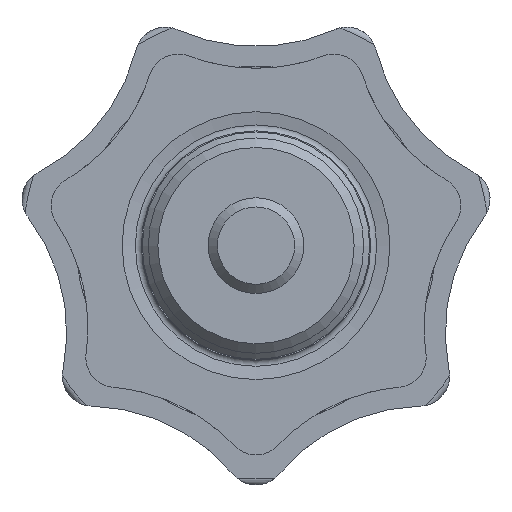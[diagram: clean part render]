
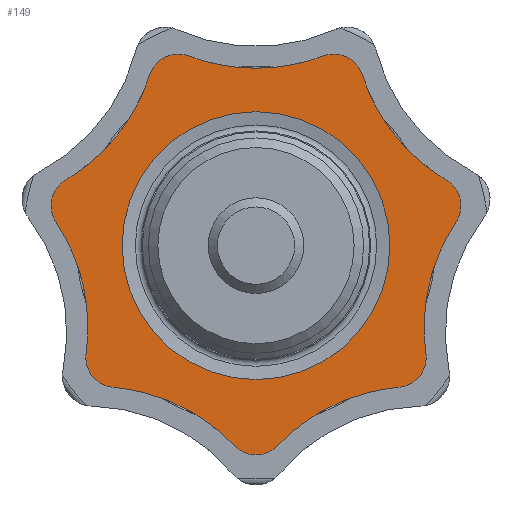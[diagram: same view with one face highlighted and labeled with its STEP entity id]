
A CAD part, front view. The second image highlights one B-rep face of the part: STEP entity #149.
In plain terms, the highlighted planar face has unit normal (0, -1, 0).
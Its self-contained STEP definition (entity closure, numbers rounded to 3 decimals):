
#149 = ADVANCED_FACE( '', ( #319, #320 ), #321, .F. );
#319 = FACE_OUTER_BOUND( '', #511, .T. );
#320 = FACE_BOUND( '', #512, .T. );
#321 = PLANE( '', #513 );
#511 = EDGE_LOOP( '', ( #894, #895, #896, #897, #898, #899, #900, #901, #902, #903, #904, #905, #906, #907 ) );
#512 = EDGE_LOOP( '', ( #908 ) );
#513 = AXIS2_PLACEMENT_3D( '', #909, #910, #911 );
#894 = ORIENTED_EDGE( '', *, *, #1209, .T. );
#895 = ORIENTED_EDGE( '', *, *, #1285, .F. );
#896 = ORIENTED_EDGE( '', *, *, #1242, .T. );
#897 = ORIENTED_EDGE( '', *, *, #1167, .F. );
#898 = ORIENTED_EDGE( '', *, *, #1217, .T. );
#899 = ORIENTED_EDGE( '', *, *, #1225, .F. );
#900 = ORIENTED_EDGE( '', *, *, #1131, .T. );
#901 = ORIENTED_EDGE( '', *, *, #1250, .F. );
#902 = ORIENTED_EDGE( '', *, *, #1267, .T. );
#903 = ORIENTED_EDGE( '', *, *, #1286, .F. );
#904 = ORIENTED_EDGE( '', *, *, #1253, .T. );
#905 = ORIENTED_EDGE( '', *, *, #1283, .F. );
#906 = ORIENTED_EDGE( '', *, *, #1142, .T. );
#907 = ORIENTED_EDGE( '', *, *, #1140, .F. );
#908 = ORIENTED_EDGE( '', *, *, #1287, .F. );
#909 = CARTESIAN_POINT( '', ( -20.893, 21.4, -8.107 ) );
#910 = DIRECTION( '', ( 0., 1., 0. ) );
#911 = DIRECTION( '', ( 0., 0., 1. ) );
#1131 = EDGE_CURVE( '', #1348, #1345, #1349, .T. );
#1140 = EDGE_CURVE( '', #1363, #1358, #1365, .T. );
#1142 = EDGE_CURVE( '', #1367, #1358, #1368, .T. );
#1167 = EDGE_CURVE( '', #1410, #1405, #1412, .T. );
#1209 = EDGE_CURVE( '', #1363, #1480, #1483, .T. );
#1217 = EDGE_CURVE( '', #1410, #1495, #1497, .T. );
#1225 = EDGE_CURVE( '', #1348, #1495, #1507, .T. );
#1242 = EDGE_CURVE( '', #1534, #1405, #1535, .T. );
#1250 = EDGE_CURVE( '', #1546, #1345, #1548, .T. );
#1253 = EDGE_CURVE( '', #1553, #1550, #1554, .T. );
#1267 = EDGE_CURVE( '', #1546, #1574, #1577, .T. );
#1283 = EDGE_CURVE( '', #1367, #1550, #1597, .T. );
#1285 = EDGE_CURVE( '', #1534, #1480, #1599, .T. );
#1286 = EDGE_CURVE( '', #1553, #1574, #1600, .T. );
#1287 = EDGE_CURVE( '', #1601, #1601, #1602, .F. );
#1345 = VERTEX_POINT( '', #1680 );
#1348 = VERTEX_POINT( '', #1684 );
#1349 = CIRCLE( '', #1685, 16. );
#1358 = VERTEX_POINT( '', #1703 );
#1363 = VERTEX_POINT( '', #1709 );
#1365 = CIRCLE( '', #1712, 2.5 );
#1367 = VERTEX_POINT( '', #1714 );
#1368 = CIRCLE( '', #1715, 16. );
#1405 = VERTEX_POINT( '', #1823 );
#1410 = VERTEX_POINT( '', #1829 );
#1412 = CIRCLE( '', #1832, 2.5 );
#1480 = VERTEX_POINT( '', #2042 );
#1483 = CIRCLE( '', #2046, 16. );
#1495 = VERTEX_POINT( '', #2075 );
#1497 = CIRCLE( '', #2078, 16. );
#1507 = CIRCLE( '', #2116, 2.5 );
#1534 = VERTEX_POINT( '', #2324 );
#1535 = CIRCLE( '', #2325, 16. );
#1546 = VERTEX_POINT( '', #2346 );
#1548 = CIRCLE( '', #2349, 2.5 );
#1550 = VERTEX_POINT( '', #2351 );
#1553 = VERTEX_POINT( '', #2355 );
#1554 = CIRCLE( '', #2356, 16. );
#1574 = VERTEX_POINT( '', #2403 );
#1577 = CIRCLE( '', #2407, 16. );
#1597 = CIRCLE( '', #2444, 2.5 );
#1599 = CIRCLE( '', #2446, 2.5 );
#1600 = CIRCLE( '', #2447, 2.5 );
#1601 = VERTEX_POINT( '', #2448 );
#1602 = CIRCLE( '', #2449, 11.193 );
#1680 = CARTESIAN_POINT( '', ( 16.71, 21.4, 1.96 ) );
#1684 = CARTESIAN_POINT( '', ( 14.205, 21.4, -9.016 ) );
#1685 = AXIS2_PLACEMENT_3D( '', #2510, #2511, #2512 );
#1703 = CARTESIAN_POINT( '', ( -15.905, 21.4, 5.485 ) );
#1709 = CARTESIAN_POINT( '', ( -16.71, 21.4, 1.96 ) );
#1712 = AXIS2_PLACEMENT_3D( '', #2525, #2526, #2527 );
#1714 = CARTESIAN_POINT( '', ( -8.886, 21.4, 14.286 ) );
#1715 = AXIS2_PLACEMENT_3D( '', #2528, #2529, #2530 );
#1823 = CARTESIAN_POINT( '', ( -1.808, 21.4, -16.727 ) );
#1829 = CARTESIAN_POINT( '', ( 1.808, 21.4, -16.727 ) );
#1832 = AXIS2_PLACEMENT_3D( '', #2560, #2561, #2562 );
#2042 = CARTESIAN_POINT( '', ( -14.205, 21.4, -9.016 ) );
#2046 = AXIS2_PLACEMENT_3D( '', #2607, #2608, #2609 );
#2075 = CARTESIAN_POINT( '', ( 11.95, 21.4, -11.842 ) );
#2078 = AXIS2_PLACEMENT_3D( '', #2620, #2621, #2622 );
#2116 = AXIS2_PLACEMENT_3D( '', #2633, #2634, #2635 );
#2324 = CARTESIAN_POINT( '', ( -11.95, 21.4, -11.842 ) );
#2325 = AXIS2_PLACEMENT_3D( '', #2639, #2640, #2641 );
#2346 = CARTESIAN_POINT( '', ( 15.905, 21.4, 5.485 ) );
#2349 = AXIS2_PLACEMENT_3D( '', #2653, #2654, #2655 );
#2351 = CARTESIAN_POINT( '', ( -5.629, 21.4, 15.855 ) );
#2355 = CARTESIAN_POINT( '', ( 5.629, 21.4, 15.855 ) );
#2356 = AXIS2_PLACEMENT_3D( '', #2657, #2658, #2659 );
#2403 = CARTESIAN_POINT( '', ( 8.886, 21.4, 14.286 ) );
#2407 = AXIS2_PLACEMENT_3D( '', #2675, #2676, #2677 );
#2444 = AXIS2_PLACEMENT_3D( '', #2703, #2704, #2705 );
#2446 = AXIS2_PLACEMENT_3D( '', #2706, #2707, #2708 );
#2447 = AXIS2_PLACEMENT_3D( '', #2709, #2710, #2711 );
#2448 = CARTESIAN_POINT( '', ( 0., 21.4, 11.193 ) );
#2449 = AXIS2_PLACEMENT_3D( '', #2712, #2713, #2714 );
#2510 = CARTESIAN_POINT( '', ( 30.059, 21.4, -6.861 ) );
#2511 = DIRECTION( '', ( 0., 1., 0. ) );
#2512 = DIRECTION( '', ( 1., 0., 0. ) );
#2525 = CARTESIAN_POINT( '', ( -14.624, 21.4, 3.338 ) );
#2526 = DIRECTION( '', ( 0., 1., 0. ) );
#2527 = DIRECTION( '', ( 1., 0., 0. ) );
#2528 = CARTESIAN_POINT( '', ( -24.105, 21.4, 19.223 ) );
#2529 = DIRECTION( '', ( 0., 1., 0. ) );
#2530 = DIRECTION( '', ( 1., 0., 0. ) );
#2560 = CARTESIAN_POINT( '', ( 0., 21.4, -15. ) );
#2561 = DIRECTION( '', ( 0., 1., 0. ) );
#2562 = DIRECTION( '', ( 1., 0., 0. ) );
#2607 = CARTESIAN_POINT( '', ( -30.059, 21.4, -6.861 ) );
#2608 = DIRECTION( '', ( 0., 1., 0. ) );
#2609 = DIRECTION( '', ( 1., 0., 0. ) );
#2620 = CARTESIAN_POINT( '', ( 13.377, 21.4, -27.779 ) );
#2621 = DIRECTION( '', ( 0., 1., 0. ) );
#2622 = DIRECTION( '', ( 1., 0., 0. ) );
#2633 = CARTESIAN_POINT( '', ( 11.727, 21.4, -9.352 ) );
#2634 = DIRECTION( '', ( 0., 1., 0. ) );
#2635 = DIRECTION( '', ( 1., 0., 0. ) );
#2639 = CARTESIAN_POINT( '', ( -13.377, 21.4, -27.779 ) );
#2640 = DIRECTION( '', ( 0., 1., 0. ) );
#2641 = DIRECTION( '', ( 1., 0., 0. ) );
#2653 = CARTESIAN_POINT( '', ( 14.624, 21.4, 3.338 ) );
#2654 = DIRECTION( '', ( 0., 1., 0. ) );
#2655 = DIRECTION( '', ( 1., 0., 0. ) );
#2657 = CARTESIAN_POINT( '', ( 0., 21.4, 30.832 ) );
#2658 = DIRECTION( '', ( 0., 1., 0. ) );
#2659 = DIRECTION( '', ( 1., 0., 0. ) );
#2675 = CARTESIAN_POINT( '', ( 24.105, 21.4, 19.223 ) );
#2676 = DIRECTION( '', ( 0., 1., 0. ) );
#2677 = DIRECTION( '', ( 1., 0., 0. ) );
#2703 = CARTESIAN_POINT( '', ( -6.508, 21.4, 13.515 ) );
#2704 = DIRECTION( '', ( 0., 1., 0. ) );
#2705 = DIRECTION( '', ( 1., 0., 0. ) );
#2706 = CARTESIAN_POINT( '', ( -11.727, 21.4, -9.352 ) );
#2707 = DIRECTION( '', ( 0., 1., 0. ) );
#2708 = DIRECTION( '', ( 1., 0., 0. ) );
#2709 = CARTESIAN_POINT( '', ( 6.508, 21.4, 13.515 ) );
#2710 = DIRECTION( '', ( 0., 1., 0. ) );
#2711 = DIRECTION( '', ( 1., 0., 0. ) );
#2712 = CARTESIAN_POINT( '', ( 0., 21.4, 0. ) );
#2713 = DIRECTION( '', ( 0., 1., 0. ) );
#2714 = DIRECTION( '', ( 0., 0., 1. ) );
